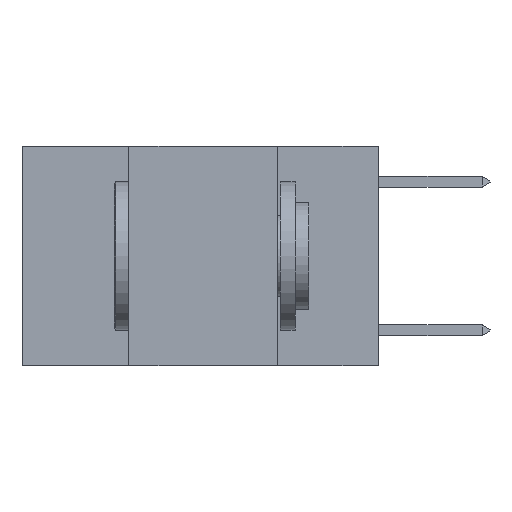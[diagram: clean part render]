
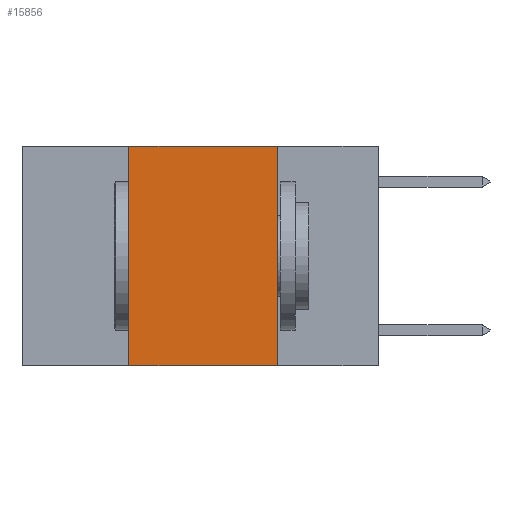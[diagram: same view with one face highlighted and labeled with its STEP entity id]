
A CAD part, left-side view. The second image highlights one B-rep face of the part: STEP entity #15856.
In plain terms, the highlighted planar face has unit normal (-1, 0, 0).
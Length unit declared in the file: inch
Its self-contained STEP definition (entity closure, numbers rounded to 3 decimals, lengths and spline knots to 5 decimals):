
#420 = VECTOR ( 'NONE', #10633, 39.37008 ) ;
#1218 = LINE ( 'NONE', #5873, #11711 ) ;
#1588 = DIRECTION ( 'NONE',  ( 0., -1., 0. ) ) ;
#1630 = CARTESIAN_POINT ( 'NONE',  ( 0., 0.6, 0. ) ) ;
#2000 = EDGE_CURVE ( 'NONE', #15146, #19300, #5267, .T. ) ;
#2594 = EDGE_CURVE ( 'NONE', #7489, #19300, #19806, .T. ) ;
#2615 = EDGE_CURVE ( 'NONE', #7489, #13443, #1218, .T. ) ;
#3035 = DIRECTION ( 'NONE',  ( 0., 0., 1. ) ) ;
#4860 = DIRECTION ( 'NONE',  ( 1., 0., 0. ) ) ;
#4949 = AXIS2_PLACEMENT_3D ( 'NONE', #1630, #4860, #18422 ) ;
#5130 = CARTESIAN_POINT ( 'NONE',  ( 0., 0.42, 0. ) ) ;
#5267 = LINE ( 'NONE', #15989, #7523 ) ;
#5383 = DIRECTION ( 'NONE',  ( 0., 0., -1. ) ) ;
#5873 = CARTESIAN_POINT ( 'NONE',  ( 0., 0.42, 0. ) ) ;
#6492 = FACE_OUTER_BOUND ( 'NONE', #18114, .T. ) ;
#7194 = CARTESIAN_POINT ( 'NONE',  ( 0., 0.6, -0.37 ) ) ;
#7489 = VERTEX_POINT ( 'NONE', #8279 ) ;
#7523 = VECTOR ( 'NONE', #5383, 39.37008 ) ;
#8279 = CARTESIAN_POINT ( 'NONE',  ( 0., 0.42, -0.37 ) ) ;
#10400 = CARTESIAN_POINT ( 'NONE',  ( 0., 0.17, -0.37 ) ) ;
#10633 = DIRECTION ( 'NONE',  ( 0., -1., 0. ) ) ;
#10661 = EDGE_CURVE ( 'NONE', #13443, #15146, #18684, .T. ) ;
#11711 = VECTOR ( 'NONE', #3035, 39.37008 ) ;
#12060 = ORIENTED_EDGE ( 'NONE', *, *, #10661, .F. ) ;
#12297 = CARTESIAN_POINT ( 'NONE',  ( 0., 0.6, 0. ) ) ;
#12302 = CARTESIAN_POINT ( 'NONE',  ( 0., 0.17, 0. ) ) ;
#13443 = VERTEX_POINT ( 'NONE', #5130 ) ;
#13947 = PLANE ( 'NONE',  #4949 ) ;
#15146 = VERTEX_POINT ( 'NONE', #12302 ) ;
#15856 = ADVANCED_FACE ( 'NONE', ( #6492 ), #13947, .F. ) ;
#15989 = CARTESIAN_POINT ( 'NONE',  ( 0., 0.17, 0. ) ) ;
#16070 = ORIENTED_EDGE ( 'NONE', *, *, #2615, .F. ) ;
#16116 = ORIENTED_EDGE ( 'NONE', *, *, #2594, .T. ) ;
#17335 = VECTOR ( 'NONE', #1588, 39.37008 ) ;
#18114 = EDGE_LOOP ( 'NONE', ( #19499, #12060, #16070, #16116 ) ) ;
#18422 = DIRECTION ( 'NONE',  ( 0., 0., -1. ) ) ;
#18684 = LINE ( 'NONE', #12297, #17335 ) ;
#19300 = VERTEX_POINT ( 'NONE', #10400 ) ;
#19499 = ORIENTED_EDGE ( 'NONE', *, *, #2000, .F. ) ;
#19806 = LINE ( 'NONE', #7194, #420 ) ;
